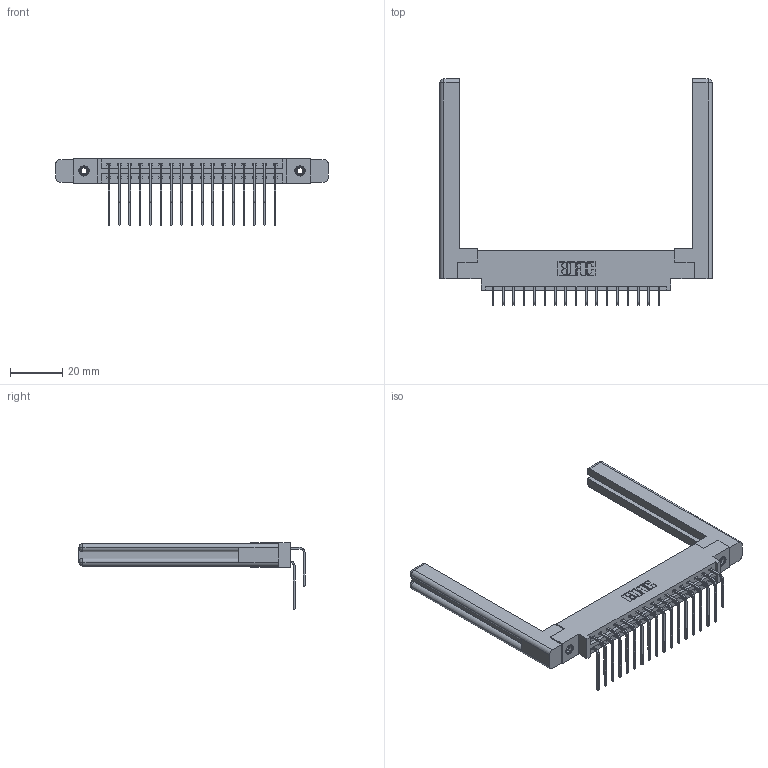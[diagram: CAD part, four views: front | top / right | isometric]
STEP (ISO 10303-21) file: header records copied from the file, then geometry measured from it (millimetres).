
FILE_DESCRIPTION (( 'STEP AP203' ), '1' );
FILE_NAME ('387-034-559-858.STEP', '2019-10-17T18:26:04', ( '' ), ( '' ), 'SwSTEP 2.0', 'SolidWorks 2016', '' );
FILE_SCHEMA (( 'CONFIG_CONTROL_DESIGN' ));
Length unit declared in the file: inch
Products named in the file (6): 345-292-001_558 559 Tail - 1; 307-220-058; 387-034-559-858; 345-292-001_559 Tail - 2; 337 Part_0.170 Offset - 0.156 Dia-TI; 345-250-001_345-250-001-102
Assembly tree (39 placements, depth 2):
  387-034-559-858
    337 Part_0.170 Offset - 0.156 Dia-TI
    345-292-001_558 559 Tail - 1  x17
    345-292-001_559 Tail - 2  x17
    345-250-001_345-250-001-102  x2
    307-220-058  x2
Bounding box: 103.99 x 86.3 x 25.53 mm (x, y, z)
Volume: 17847.2 mm3; surface area: 17998.5 mm2
Topology: 39 solids, 39 shells, 2164 faces, 6355 edges, 4178 vertices
Faces by surface type: plane 1518, cylinder 622, cone 12, torus 12
Entity records: 20964 total; most frequent: CARTESIAN_POINT 3608, ORIENTED_EDGE 3432, DIRECTION 3112, EDGE_CURVE 1716, LINE 1500, VECTOR 1500, VERTEX_POINT 1134, AXIS2_PLACEMENT_3D 806
